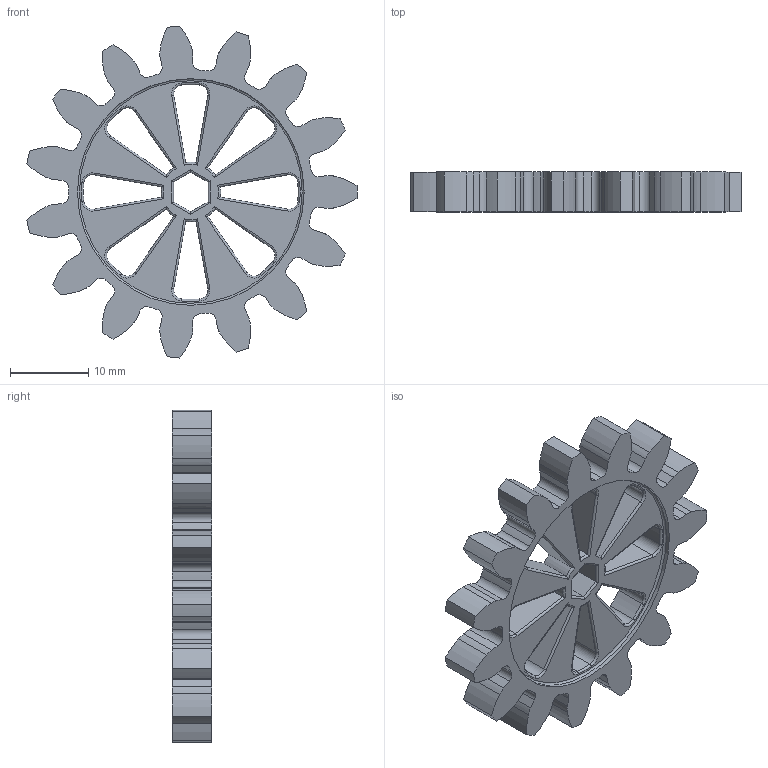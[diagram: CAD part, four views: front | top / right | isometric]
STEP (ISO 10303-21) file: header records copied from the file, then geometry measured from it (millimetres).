
FILE_DESCRIPTION(('FreeCAD Model'),'2;1');
FILE_NAME('E0.stp','2017-12-12T12:02:16', ('FreeCAD'),('FreeCAD'),'Open CASCADE STEP processor 6.9','FreeCAD', 'Unknown');
FILE_SCHEMA(('AUTOMOTIVE_DESIGN { 1 0 10303 214 1 1 1 1 }'));
Length unit declared in the file: millimetre
Products named in the file (1): Open CASCADE STEP translator 6.9 2
Bounding box: 42.19 x 5.08 x 42.41 mm (x, y, z)
Volume: 3842.4 mm3; surface area: 3791.2 mm2
Topology: 1 solids, 1 shells, 263 faces, 725 edges, 465 vertices
Faces by surface type: cylinder 115, extrusion 60, plane 55, torus 33
Full cylindrical faces by diameter (mm): 28.956 x1
Entity records: 19303 total; most frequent: CARTESIAN_POINT 5280, DIRECTION 2472, ORIENTED_EDGE 1450, PCURVE 1450, DEFINITIONAL_REPRESENTATION 1450, VECTOR 1425, LINE 1365, EDGE_CURVE 725
